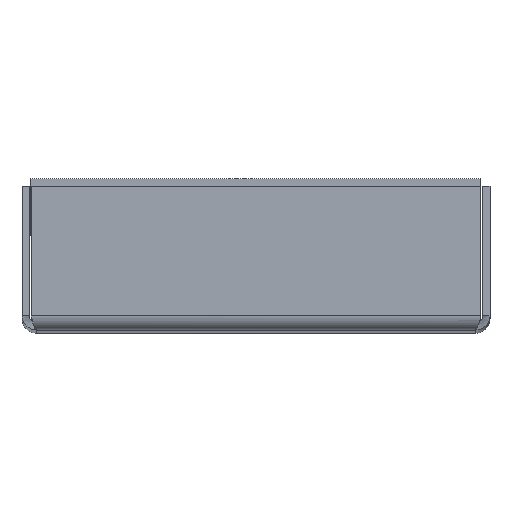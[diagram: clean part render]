
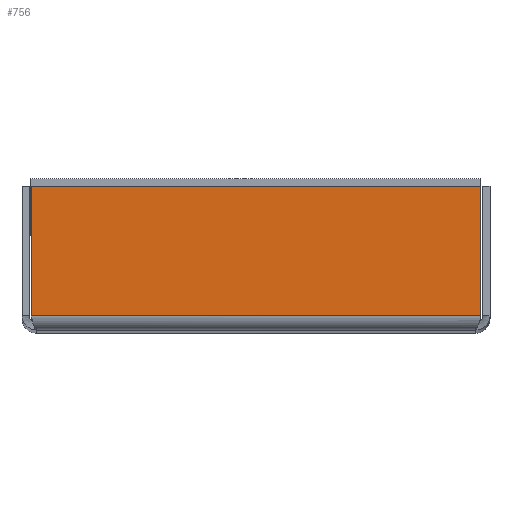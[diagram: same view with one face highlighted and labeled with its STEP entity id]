
A CAD part, top view. The second image highlights one B-rep face of the part: STEP entity #756.
In plain terms, the highlighted planar face has unit normal (0, 0, 1).
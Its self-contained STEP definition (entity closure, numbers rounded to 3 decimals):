
#45=PLANE('',#813);
#78=FACE_OUTER_BOUND('',#128,.T.);
#128=EDGE_LOOP('',(#521,#522,#523,#524));
#197=LINE('',#1036,#269);
#203=LINE('',#1065,#275);
#209=LINE('',#1129,#281);
#211=LINE('',#1132,#283);
#269=VECTOR('',#862,10.);
#275=VECTOR('',#872,10.);
#281=VECTOR('',#880,10.);
#283=VECTOR('',#884,10.);
#341=VERTEX_POINT('',#1034);
#342=VERTEX_POINT('',#1035);
#349=VERTEX_POINT('',#1064);
#352=VERTEX_POINT('',#1128);
#397=EDGE_CURVE('',#341,#342,#197,.T.);
#405=EDGE_CURVE('',#349,#342,#203,.T.);
#413=EDGE_CURVE('',#341,#352,#209,.T.);
#415=EDGE_CURVE('',#352,#349,#211,.T.);
#521=ORIENTED_EDGE('',*,*,#397,.T.);
#522=ORIENTED_EDGE('',*,*,#405,.F.);
#523=ORIENTED_EDGE('',*,*,#415,.F.);
#524=ORIENTED_EDGE('',*,*,#413,.F.);
#756=ADVANCED_FACE('',(#78),#45,.T.);
#813=AXIS2_PLACEMENT_3D('',#1133,#885,#886);
#862=DIRECTION('',(1.,0.,0.));
#872=DIRECTION('',(0.,-1.,0.));
#880=DIRECTION('',(0.,1.,0.));
#884=DIRECTION('',(1.,0.,0.));
#885=DIRECTION('center_axis',(0.,0.,
1.));
#886=DIRECTION('ref_axis',(0.,1.,0.));
#1034=CARTESIAN_POINT('',(-24.988,-12.2,99.5));
#1035=CARTESIAN_POINT('',(24.988,-12.2,99.5));
#1036=CARTESIAN_POINT('',(0.,-12.2,99.5));
#1064=CARTESIAN_POINT('',(24.988,2.2,99.5));
#1065=CARTESIAN_POINT('',(24.988,-12.2,99.5));
#1128=CARTESIAN_POINT('',(-24.988,2.2,99.5));
#1129=CARTESIAN_POINT('',(-24.988,-12.2,99.5));
#1132=CARTESIAN_POINT('',(-24.988,2.2,99.5));
#1133=CARTESIAN_POINT('Origin',(0.,-5.664,
99.5));
